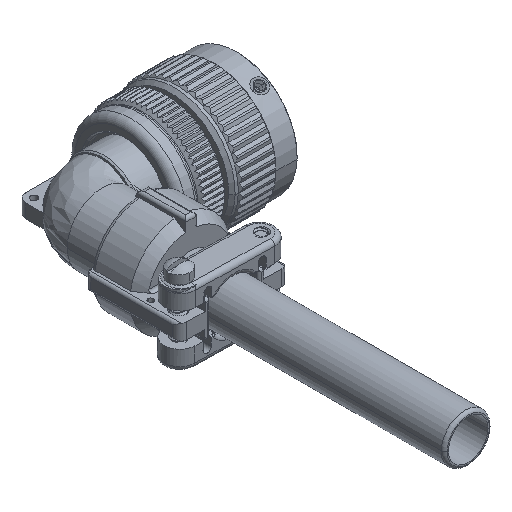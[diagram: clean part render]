
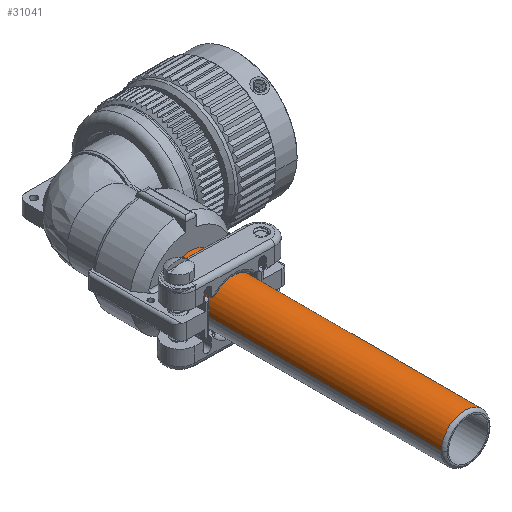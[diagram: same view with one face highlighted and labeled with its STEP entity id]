
A CAD part, isometric view. The second image highlights one B-rep face of the part: STEP entity #31041.
In plain terms, the highlighted cylindrical face has radius 5.45 mm (diameter 10.9 mm), a partial arc.
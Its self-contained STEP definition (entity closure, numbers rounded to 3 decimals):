
#10230=CARTESIAN_POINT('',(0.,-25.,0.));
#10231=DIRECTION('',(0.,-1.,0.));
#10232=DIRECTION('',(1.,0.,-0.018));
#10233=AXIS2_PLACEMENT_3D('',#10230,#10231,#10232);
#10235=DIRECTION('',(0.,1.,0.));
#10236=VECTOR('',#10235,64.113);
#10237=CARTESIAN_POINT('',(5.449,-89.113,
-0.097));
#10238=LINE('4449',#10237,#10236);
#10239=CARTESIAN_POINT('',(0.,-89.113,
0.));
#10240=DIRECTION('',(0.,1.,0.));
#10241=DIRECTION('',(-1.,0.,0.018));
#10242=AXIS2_PLACEMENT_3D('',#10239,#10240,#10241);
#10244=DIRECTION('',(0.,1.,0.));
#10245=VECTOR('',#10244,64.113);
#10246=CARTESIAN_POINT('',(-5.449,-89.113,
0.097));
#10247=LINE('4447',#10246,#10245);
#18067=CARTESIAN_POINT('',(-5.449,-89.113,
0.097));
#18069=VERTEX_POINT('',#18067);
#18071=CARTESIAN_POINT('',(5.449,-89.113,
-0.097));
#18073=VERTEX_POINT('',#18071);
#19664=CARTESIAN_POINT('',(-5.449,-25.,0.097));
#19665=CARTESIAN_POINT('',(5.449,-25.,-0.097));
#19666=VERTEX_POINT('',#19664);
#19667=VERTEX_POINT('',#19665);
#31029=CARTESIAN_POINT('',(0.,-19.53,0.));
#31030=DIRECTION('',(0.,-1.,0.));
#31031=DIRECTION('',(1.,0.,-0.018));
#31032=AXIS2_PLACEMENT_3D('',#31029,#31030,#31031);
#31033=CYLINDRICAL_SURFACE('528',#31032,5.45);
#31034=ORIENTED_EDGE('4426',*,*,#30963,.F.);
#31035=ORIENTED_EDGE('4449',*,*,#31017,.F.);
#31037=ORIENTED_EDGE('2547',*,*,#31036,.F.);
#31038=ORIENTED_EDGE('4447',*,*,#31013,.T.);
#31039=EDGE_LOOP('528',(#31034,#31035,#31037,#31038));
#31040=FACE_OUTER_BOUND('528',#31039,.F.);
#10234=CIRCLE('4426',#10233,5.45);
#10243=CIRCLE('2547',#10242,5.45);
#30963=EDGE_CURVE('4426',#19667,#19666,#10234,.T.);
#31013=EDGE_CURVE('4447',#18069,#19666,#10247,.T.);
#31017=EDGE_CURVE('4449',#18073,#19667,#10238,.T.);
#31036=EDGE_CURVE('2547',#18069,#18073,#10243,.T.);
#31041=ADVANCED_FACE('528',(#31040),#31033,.T.);
